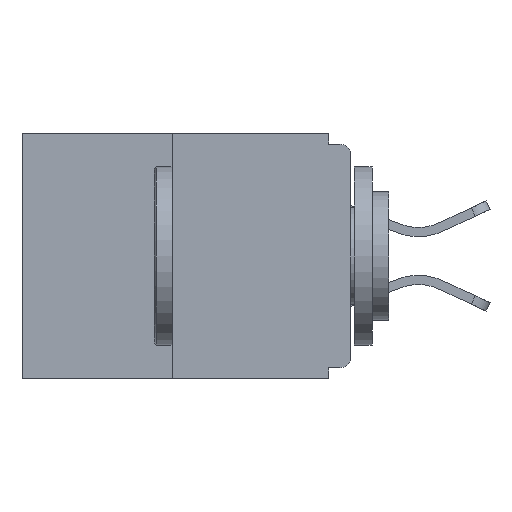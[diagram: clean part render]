
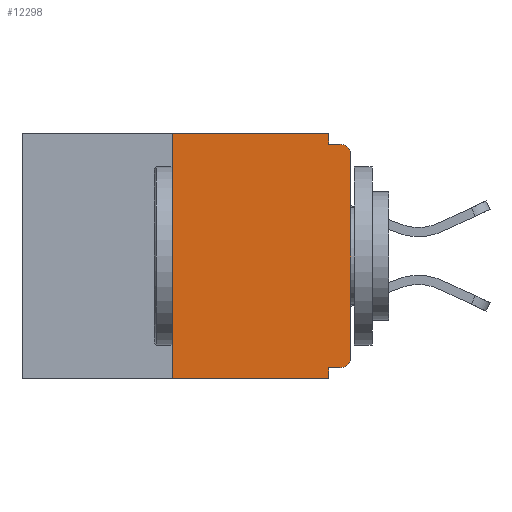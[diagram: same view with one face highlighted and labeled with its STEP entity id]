
A CAD part, left-side view. The second image highlights one B-rep face of the part: STEP entity #12298.
In plain terms, the highlighted planar face has unit normal (-1, 0, 0).
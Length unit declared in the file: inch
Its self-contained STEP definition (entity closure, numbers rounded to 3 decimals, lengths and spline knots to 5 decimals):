
#904 = ORIENTED_EDGE ( 'NONE', *, *, #20023, .F. ) ;
#1276 = VECTOR ( 'NONE', #26940, 39.37008 ) ;
#1577 = CARTESIAN_POINT ( 'NONE',  ( 0., 0.031, -0.015 ) ) ;
#2235 = EDGE_CURVE ( 'NONE', #2707, #24462, #11071, .T. ) ;
#2253 = CARTESIAN_POINT ( 'NONE',  ( 0., 0.031, 0. ) ) ;
#2671 = VERTEX_POINT ( 'NONE', #4104 ) ;
#2707 = VERTEX_POINT ( 'NONE', #24062 ) ;
#2997 = ORIENTED_EDGE ( 'NONE', *, *, #15918, .F. ) ;
#3940 = EDGE_LOOP ( 'NONE', ( #19808, #2997, #27603, #19301, #22911, #6657, #11548, #22000, #7346, #904 ) ) ;
#4008 = CARTESIAN_POINT ( 'NONE',  ( 0., 0., -0.313 ) ) ;
#4056 = DIRECTION ( 'NONE',  ( 0., 0., -1. ) ) ;
#4104 = CARTESIAN_POINT ( 'NONE',  ( 0., 0., -0.03 ) ) ;
#5094 = CARTESIAN_POINT ( 'NONE',  ( 0., 0.031, -0.343 ) ) ;
#5172 = VECTOR ( 'NONE', #30486, 39.37008 ) ;
#5250 = AXIS2_PLACEMENT_3D ( 'NONE', #29016, #21888, #28811 ) ;
#5488 = CARTESIAN_POINT ( 'NONE',  ( 0., 0., -0.015 ) ) ;
#5547 = LINE ( 'NONE', #6159, #13170 ) ;
#5896 = CARTESIAN_POINT ( 'NONE',  ( 0., 0.031, 0. ) ) ;
#5952 = DIRECTION ( 'NONE',  ( 0., -1., 0. ) ) ;
#6159 = CARTESIAN_POINT ( 'NONE',  ( 0., 0., -0.328 ) ) ;
#6267 = VERTEX_POINT ( 'NONE', #9223 ) ;
#6657 = ORIENTED_EDGE ( 'NONE', *, *, #17170, .T. ) ;
#7346 = ORIENTED_EDGE ( 'NONE', *, *, #11976, .F. ) ;
#8504 = LINE ( 'NONE', #5094, #1276 ) ;
#8589 = LINE ( 'NONE', #25483, #5172 ) ;
#9030 = CARTESIAN_POINT ( 'NONE',  ( 0., 0.015, -0.015 ) ) ;
#9223 = CARTESIAN_POINT ( 'NONE',  ( 0., 0.25, -0.343 ) ) ;
#9274 = CARTESIAN_POINT ( 'NONE',  ( 0., 0.25, 0. ) ) ;
#9861 = LINE ( 'NONE', #5896, #29476 ) ;
#10605 = DIRECTION ( 'NONE',  ( -1., 0., 0. ) ) ;
#10680 = VERTEX_POINT ( 'NONE', #17920 ) ;
#10881 = DIRECTION ( 'NONE',  ( 0., 1., 0. ) ) ;
#11071 = LINE ( 'NONE', #13934, #29552 ) ;
#11548 = ORIENTED_EDGE ( 'NONE', *, *, #11803, .T. ) ;
#11803 = EDGE_CURVE ( 'NONE', #22351, #2671, #8589, .T. ) ;
#11976 = EDGE_CURVE ( 'NONE', #31003, #28872, #27544, .T. ) ;
#12298 = ADVANCED_FACE ( 'NONE', ( #16258 ), #19567, .F. ) ;
#12942 = DIRECTION ( 'NONE',  ( 0., -1., 0. ) ) ;
#13170 = VECTOR ( 'NONE', #10881, 39.37008 ) ;
#13185 = VECTOR ( 'NONE', #12942, 39.37008 ) ;
#13205 = VECTOR ( 'NONE', #29195, 39.37008 ) ;
#13934 = CARTESIAN_POINT ( 'NONE',  ( 0., 0.46, 0. ) ) ;
#15639 = CARTESIAN_POINT ( 'NONE',  ( 0., 0.46, -0.343 ) ) ;
#15918 = EDGE_CURVE ( 'NONE', #6267, #2707, #25333, .T. ) ;
#16258 = FACE_OUTER_BOUND ( 'NONE', #3940, .T. ) ;
#16501 = CARTESIAN_POINT ( 'NONE',  ( 0., 0.031, -0.328 ) ) ;
#16596 = VERTEX_POINT ( 'NONE', #16501 ) ;
#17170 = EDGE_CURVE ( 'NONE', #10680, #22351, #22207, .T. ) ;
#17485 = EDGE_CURVE ( 'NONE', #16596, #27963, #8504, .T. ) ;
#17920 = CARTESIAN_POINT ( 'NONE',  ( 0., 0.015, -0.328 ) ) ;
#17923 = CARTESIAN_POINT ( 'NONE',  ( 0., 0.015, -0.03 ) ) ;
#19041 = LINE ( 'NONE', #15639, #28433 ) ;
#19301 = ORIENTED_EDGE ( 'NONE', *, *, #17485, .F. ) ;
#19567 = PLANE ( 'NONE',  #5250 ) ;
#19808 = ORIENTED_EDGE ( 'NONE', *, *, #2235, .F. ) ;
#20023 = EDGE_CURVE ( 'NONE', #24462, #31003, #9861, .T. ) ;
#20560 = DIRECTION ( 'NONE',  ( 0., 0., -1. ) ) ;
#20934 = CARTESIAN_POINT ( 'NONE',  ( 0., 0.015, -0.313 ) ) ;
#21888 = DIRECTION ( 'NONE',  ( 1., 0., 0. ) ) ;
#22000 = ORIENTED_EDGE ( 'NONE', *, *, #31326, .T. ) ;
#22056 = AXIS2_PLACEMENT_3D ( 'NONE', #20934, #28308, #4056 ) ;
#22095 = EDGE_CURVE ( 'NONE', #10680, #16596, #5547, .T. ) ;
#22207 = CIRCLE ( 'NONE', #22056, 0.015 ) ;
#22351 = VERTEX_POINT ( 'NONE', #4008 ) ;
#22911 = ORIENTED_EDGE ( 'NONE', *, *, #22095, .F. ) ;
#23336 = CARTESIAN_POINT ( 'NONE',  ( 0., 0.031, -0.343 ) ) ;
#24062 = CARTESIAN_POINT ( 'NONE',  ( 0., 0.25, 0. ) ) ;
#24462 = VERTEX_POINT ( 'NONE', #2253 ) ;
#25333 = LINE ( 'NONE', #9274, #13205 ) ;
#25433 = DIRECTION ( 'NONE',  ( 0., 0., -1. ) ) ;
#25483 = CARTESIAN_POINT ( 'NONE',  ( 0., 0., 0. ) ) ;
#25984 = DIRECTION ( 'NONE',  ( 0., -1., 0. ) ) ;
#26327 = EDGE_CURVE ( 'NONE', #6267, #27963, #19041, .T. ) ;
#26735 = CIRCLE ( 'NONE', #29751, 0.015 ) ;
#26940 = DIRECTION ( 'NONE',  ( 0., 0., -1. ) ) ;
#27544 = LINE ( 'NONE', #5488, #13185 ) ;
#27603 = ORIENTED_EDGE ( 'NONE', *, *, #26327, .T. ) ;
#27963 = VERTEX_POINT ( 'NONE', #23336 ) ;
#28308 = DIRECTION ( 'NONE',  ( -1., 0., 0. ) ) ;
#28433 = VECTOR ( 'NONE', #5952, 39.37008 ) ;
#28811 = DIRECTION ( 'NONE',  ( 0., 0., -1. ) ) ;
#28872 = VERTEX_POINT ( 'NONE', #9030 ) ;
#29016 = CARTESIAN_POINT ( 'NONE',  ( 0., 0.46, 0. ) ) ;
#29195 = DIRECTION ( 'NONE',  ( 0., 0., 1. ) ) ;
#29476 = VECTOR ( 'NONE', #25433, 39.37008 ) ;
#29552 = VECTOR ( 'NONE', #25984, 39.37008 ) ;
#29751 = AXIS2_PLACEMENT_3D ( 'NONE', #17923, #10605, #20560 ) ;
#30486 = DIRECTION ( 'NONE',  ( 0., 0., 1. ) ) ;
#31003 = VERTEX_POINT ( 'NONE', #1577 ) ;
#31326 = EDGE_CURVE ( 'NONE', #2671, #28872, #26735, .T. ) ;
